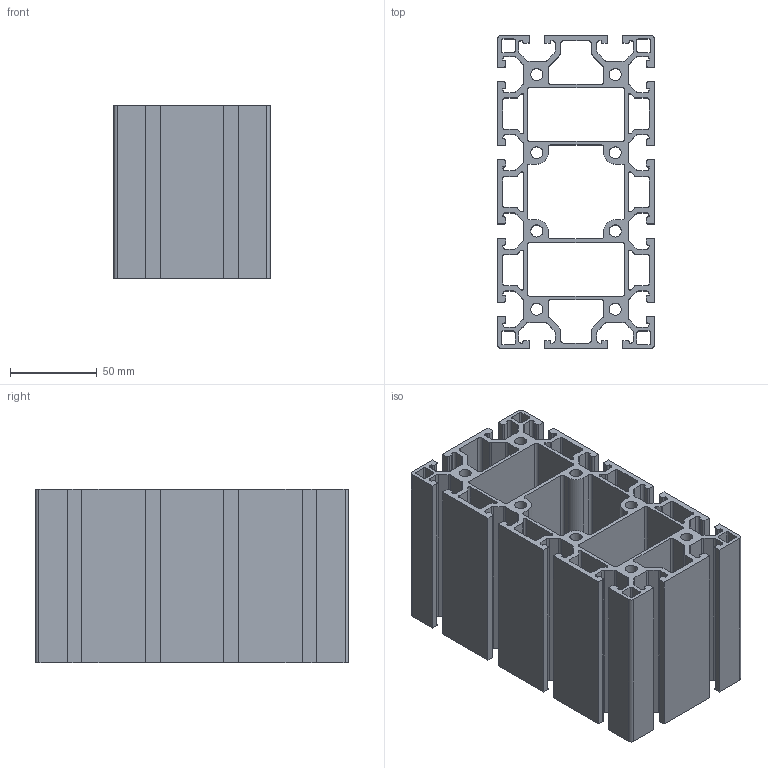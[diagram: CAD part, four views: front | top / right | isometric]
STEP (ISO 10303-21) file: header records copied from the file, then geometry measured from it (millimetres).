
FILE_DESCRIPTION(/* description */ ('PROF.90X180 12C XP'),/* implementation_level */ '2;1');
FILE_NAME(/* name */ 'BPRDD0000217.stp',/* time_stamp */ '2018-12-14T10:40:42+01:00',/* author */ ('fzagni'),/* organization */ (''),/* preprocessor_version */ 'ST-DEVELOPER v16.1',/* originating_system */ 'Autodesk Inventor 2016',/* authorisation */ '');
FILE_SCHEMA (('AUTOMOTIVE_DESIGN { 1 0 10303 214 3 1 1 }'));
Length unit declared in the file: millimetre
Products named in the file (1): BPRDD0000217 (CORRETTO)
Bounding box: 90 x 180 x 100 mm (x, y, z)
Volume: 414512.2 mm3; surface area: 268633.6 mm2
Topology: 1 solids, 1 shells, 482 faces, 1440 edges, 960 vertices
Faces by surface type: plane 262, cylinder 220
Full cylindrical faces by diameter (mm): 7 x8
Entity records: 16380 total; most frequent: CARTESIAN_POINT 2875, ORIENTED_EDGE 2864, DIRECTION 2838, EDGE_CURVE 1432, LINE 992, VECTOR 992, VERTEX_POINT 960, AXIS2_PLACEMENT_3D 923
